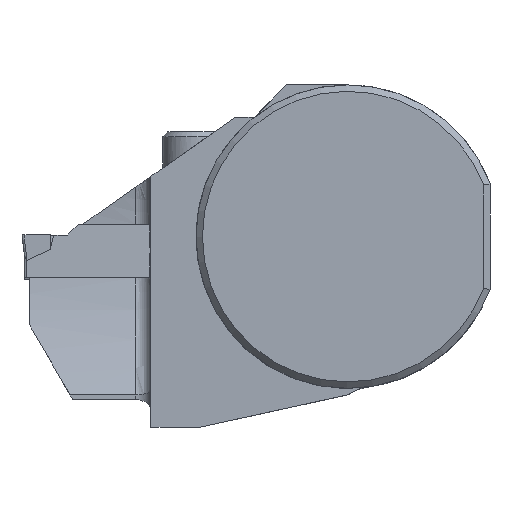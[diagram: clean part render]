
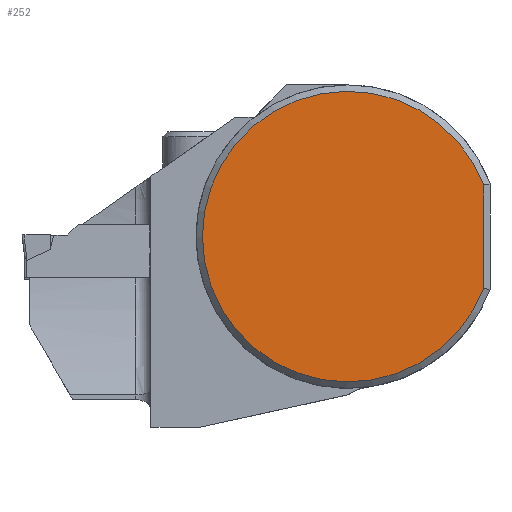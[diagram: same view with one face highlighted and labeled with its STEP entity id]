
A CAD part, top view. The second image highlights one B-rep face of the part: STEP entity #252.
In plain terms, the highlighted planar face has unit normal (0, 0, 1).
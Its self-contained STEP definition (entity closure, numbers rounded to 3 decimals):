
#181=CIRCLE('',#1833,15.325);
#252=ADVANCED_FACE('',(#385),#324,.F.);
#324=PLANE('',#1836);
#385=FACE_OUTER_BOUND('',#474,.T.);
#474=EDGE_LOOP('',(#813,#814));
#813=ORIENTED_EDGE('',*,*,#1304,.T.);
#814=ORIENTED_EDGE('',*,*,#1309,.T.);
#1106=VERTEX_POINT('',#2982);
#1107=VERTEX_POINT('',#2984);
#1304=EDGE_CURVE('',#1107,#1106,#1469,.T.);
#1309=EDGE_CURVE('',#1106,#1107,#181,.T.);
#1469=LINE('',#2983,#1596);
#1596=VECTOR('',#2169,1.);
#1833=AXIS2_PLACEMENT_3D('',#2997,#2183,#2184);
#1836=AXIS2_PLACEMENT_3D('',#3000,#2189,#2190);
#2169=DIRECTION('',(0.,1.,0.));
#2183=DIRECTION('',(0.,0.,1.));
#2184=DIRECTION('',(-1.,0.,0.));
#2189=DIRECTION('',(0.,0.,-1.));
#2190=DIRECTION('',(-1.,0.,0.));
#2982=CARTESIAN_POINT('',(14.325,5.445,0.));
#2983=CARTESIAN_POINT('',(14.325,16.,0.));
#2984=CARTESIAN_POINT('',(14.325,-5.445,0.));
#2997=CARTESIAN_POINT('',(0.,0.,0.));
#3000=CARTESIAN_POINT('',(0.,0.,0.));
